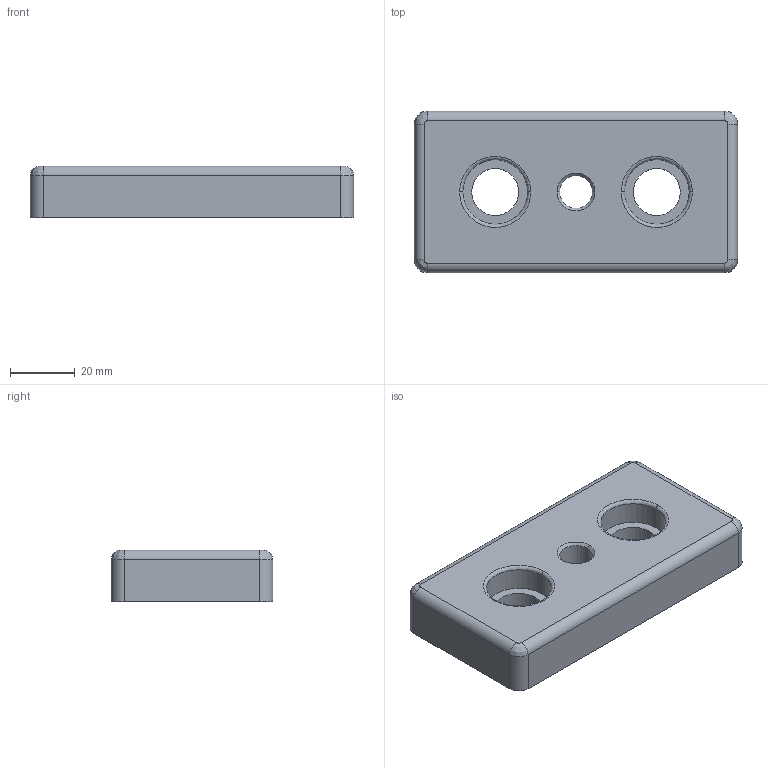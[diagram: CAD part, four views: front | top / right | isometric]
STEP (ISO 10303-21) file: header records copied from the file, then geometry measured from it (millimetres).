
FILE_DESCRIPTION (( 'STEP AP214' ), '1' );
FILE_NAME ('093t501001212r.STEP', '2014-09-08T08:15:59', ( '' ), ( '' ), 'SwSTEP 2.0', 'SolidWorks 2014', '' );
FILE_SCHEMA (( 'AUTOMOTIVE_DESIGN' ));
Length unit declared in the file: inch
Products named in the file (1): 093t501001212r
Bounding box: 100 x 50 x 16 mm (x, y, z)
Volume: 47822.9 mm3; surface area: 21697.4 mm2
Topology: 1 solids, 1 shells, 170 faces, 406 edges, 230 vertices
Faces by surface type: cylinder 79, bspline 57, plane 32, cone 2
Entity records: 7988 total; most frequent: CARTESIAN_POINT 2009, DIRECTION 819, ORIENTED_EDGE 776, EDGE_CURVE 388, AXIS2_PLACEMENT_3D 336, VERTEX_POINT 228, CIRCLE 222, EDGE_LOOP 184
